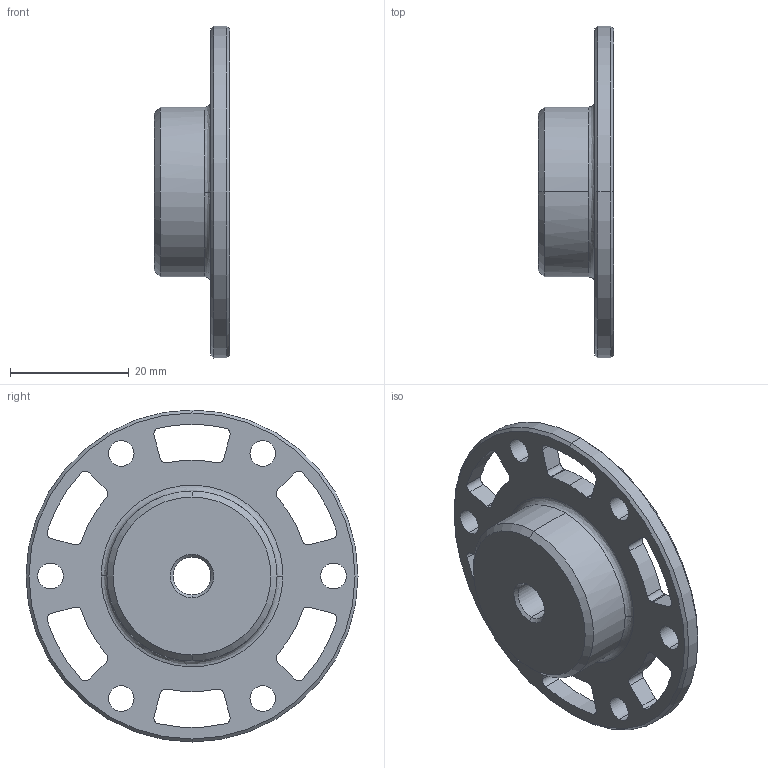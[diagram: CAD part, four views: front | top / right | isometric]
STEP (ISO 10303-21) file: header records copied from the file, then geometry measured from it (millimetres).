
FILE_DESCRIPTION (( 'STEP AP214' ), '1' );
FILE_NAME ('217-3237-STEP.STEP', '2013-12-06T21:38:23', ( '' ), ( '' ), 'SwSTEP 2.0', 'SolidWorks 2013', '' );
FILE_SCHEMA (( 'AUTOMOTIVE_DESIGN' ));
Length unit declared in the file: millimetre
Products named in the file (1): 217-3237-STEP
Bounding box: 12.7 x 55.88 x 55.88 mm (x, y, z)
Volume: 11807.5 mm3; surface area: 6187.4 mm2
Topology: 1 solids, 1 shells, 89 faces, 250 edges, 164 vertices
Faces by surface type: cylinder 62, plane 15, cone 10, bspline 2
Entity records: 3204 total; most frequent: CARTESIAN_POINT 700, DIRECTION 560, ORIENTED_EDGE 500, EDGE_CURVE 250, AXIS2_PLACEMENT_3D 226, VERTEX_POINT 164, CIRCLE 138, EDGE_LOOP 116
